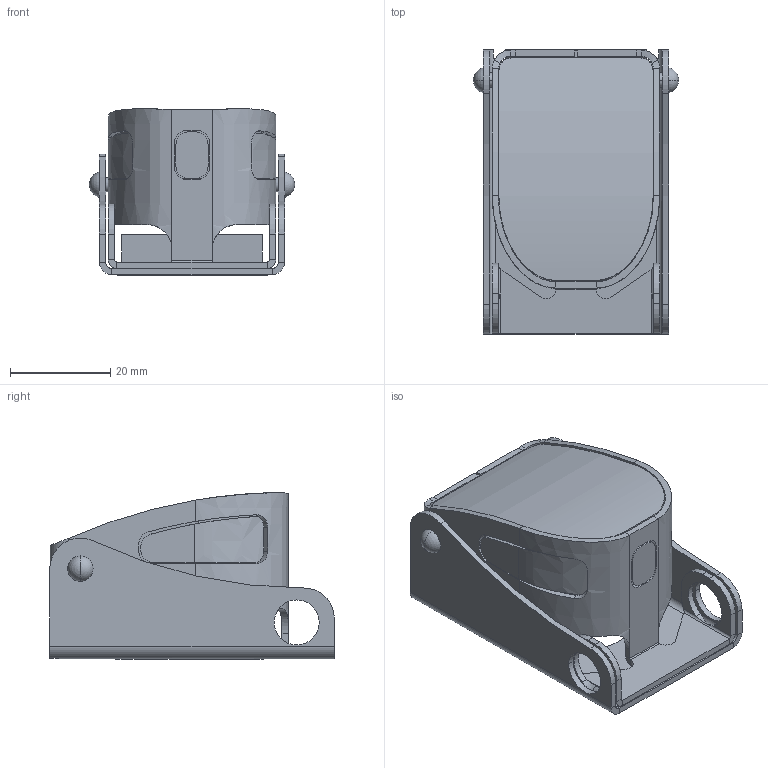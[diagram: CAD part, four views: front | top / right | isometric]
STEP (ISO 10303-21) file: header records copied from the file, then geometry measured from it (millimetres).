
FILE_DESCRIPTION((''),'2;1');
FILE_NAME('800F-AL01','2010-05-14T',('MEDavids'),('Rockwell Automation'),'PRO/ENGINEER BY PARAMETRIC TECHNOLOGY CORPORATION, 2007390','PRO/ENGINEER BY PARAMETRIC TECHNOLOGY CORPORATION, 2007390','');
FILE_SCHEMA(('CONFIG_CONTROL_DESIGN'));
Length unit declared in the file: millimetre
Products named in the file (1): 800F-AL01
Bounding box: 41.06 x 56.85 x 33.26 mm (x, y, z)
Volume: 11781.9 mm3; surface area: 18818.9 mm2
Topology: 3 solids, 3 shells, 340 faces, 926 edges, 594 vertices
Faces by surface type: plane 198, cylinder 96, bspline 30, extrusion 10, sphere 4, cone 2
Entity records: 12491 total; most frequent: CARTESIAN_POINT 3967, ORIENTED_EDGE 1844, DIRECTION 1638, EDGE_CURVE 922, VECTOR 626, LINE 616, VERTEX_POINT 594, AXIS2_PLACEMENT_3D 506
